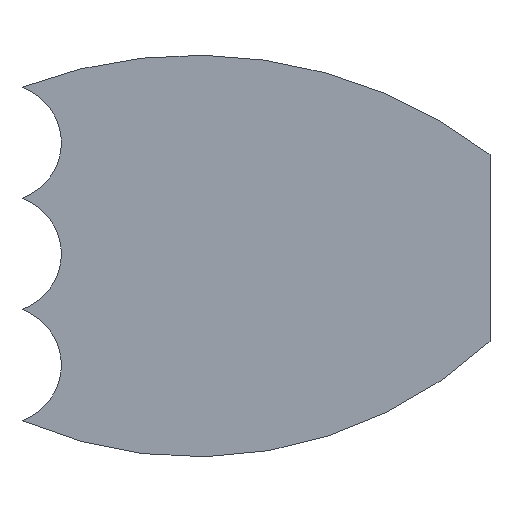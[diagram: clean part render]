
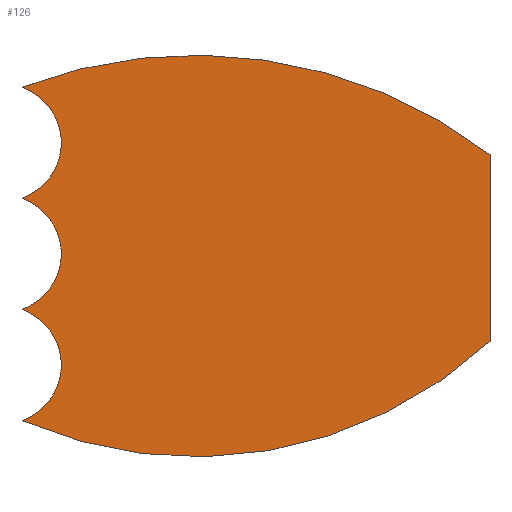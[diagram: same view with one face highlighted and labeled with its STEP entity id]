
A CAD part, front view. The second image highlights one B-rep face of the part: STEP entity #126.
In plain terms, the highlighted planar face has unit normal (0, -1, 0).
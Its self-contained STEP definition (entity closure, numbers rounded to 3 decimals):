
#1=CARTESIAN_POINT('',(-79.488,-1.,2.699));
#2=DIRECTION('',(0.,-1.,0.));
#3=DIRECTION('',(0.334,0.,-0.942));
#4=AXIS2_PLACEMENT_3D('',#1,#2,#3);
#6=CARTESIAN_POINT('',(-79.488,-1.,37.53));
#7=DIRECTION('',(0.,-1.,0.));
#8=DIRECTION('',(0.334,0.,-0.942));
#9=AXIS2_PLACEMENT_3D('',#6,#7,#8);
#11=CARTESIAN_POINT('',(-18.971,-1.,-87.603));
#12=DIRECTION('',(0.,1.,0.));
#13=DIRECTION('',(-0.356,0.,0.934));
#14=AXIS2_PLACEMENT_3D('',#11,#12,#13);
#16=DIRECTION('',(0.,0.,-1.));
#17=VECTOR('',#16,58.602);
#18=CARTESIAN_POINT('',(73.309,-1.,33.875));
#19=LINE('',#18,#17);
#20=CARTESIAN_POINT('',(-18.971,-1.,74.93));
#21=DIRECTION('',(0.,1.,0.));
#22=DIRECTION('',(0.679,0.,-0.734));
#23=AXIS2_PLACEMENT_3D('',#20,#21,#22);
#25=CARTESIAN_POINT('',(-79.488,-1.,-32.132));
#26=DIRECTION('',(0.,-1.,0.));
#27=DIRECTION('',(0.334,0.,-0.942));
#28=AXIS2_PLACEMENT_3D('',#25,#26,#27);
#83=CARTESIAN_POINT('',(-73.309,-1.,-14.716));
#84=CARTESIAN_POINT('',(-73.309,-1.,20.114));
#85=VERTEX_POINT('',#83);
#86=VERTEX_POINT('',#84);
#87=CARTESIAN_POINT('',(-73.309,-1.,54.945));
#88=VERTEX_POINT('',#87);
#89=CARTESIAN_POINT('',(73.309,-1.,33.875));
#90=VERTEX_POINT('',#89);
#91=CARTESIAN_POINT('',(73.309,-1.,-24.727));
#92=VERTEX_POINT('',#91);
#93=CARTESIAN_POINT('',(-73.309,-1.,-49.547));
#94=VERTEX_POINT('',#93);
#107=CARTESIAN_POINT('',(0.,-1.,0.));
#108=DIRECTION('',(0.,1.,0.));
#109=DIRECTION('',(1.,0.,0.));
#110=AXIS2_PLACEMENT_3D('',#107,#108,#109);
#111=PLANE('',#110);
#113=ORIENTED_EDGE('',*,*,#112,.T.);
#115=ORIENTED_EDGE('',*,*,#114,.T.);
#117=ORIENTED_EDGE('',*,*,#116,.T.);
#119=ORIENTED_EDGE('',*,*,#118,.T.);
#121=ORIENTED_EDGE('',*,*,#120,.T.);
#123=ORIENTED_EDGE('',*,*,#122,.T.);
#124=EDGE_LOOP('',(#113,#115,#117,#119,#121,#123));
#125=FACE_OUTER_BOUND('',#124,.F.);
#126=ADVANCED_FACE('',(#125),#111,.F.);
#5=CIRCLE('',#4,18.479);
#10=CIRCLE('',#9,18.479);
#15=CIRCLE('',#14,152.553);
#24=CIRCLE('',#23,135.82);
#29=CIRCLE('',#28,18.479);
#112=EDGE_CURVE('',#85,#86,#5,.T.);
#114=EDGE_CURVE('',#86,#88,#10,.T.);
#116=EDGE_CURVE('',#88,#90,#15,.T.);
#118=EDGE_CURVE('',#90,#92,#19,.T.);
#120=EDGE_CURVE('',#92,#94,#24,.T.);
#122=EDGE_CURVE('',#94,#85,#29,.T.);
